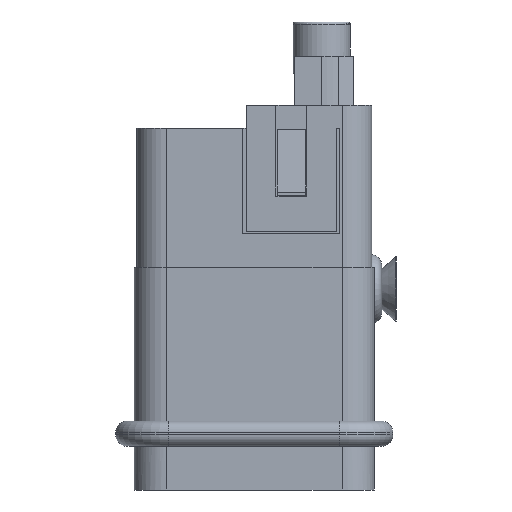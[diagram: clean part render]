
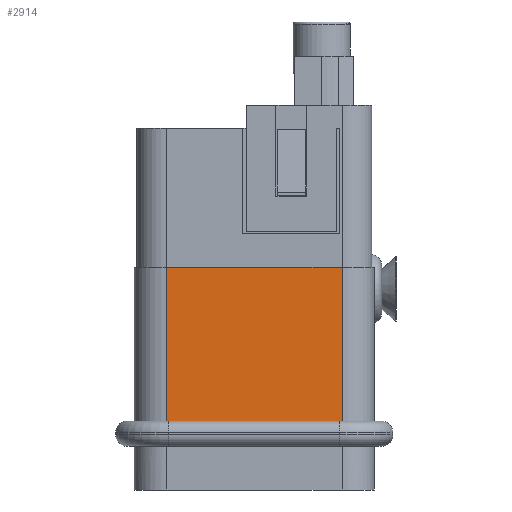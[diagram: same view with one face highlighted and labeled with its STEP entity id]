
A CAD part, left-side view. The second image highlights one B-rep face of the part: STEP entity #2914.
In plain terms, the highlighted planar face has unit normal (-1, 0, 0).
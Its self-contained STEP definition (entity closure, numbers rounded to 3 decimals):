
#599=PLANE('',#11924);
#1552=LINE('',#16809,#2274);
#1553=LINE('',#16813,#2275);
#1554=LINE('',#16815,#2276);
#1555=LINE('',#16817,#2277);
#2274=VECTOR('',#13421,1.);
#2275=VECTOR('',#13426,1.);
#2276=VECTOR('',#13427,1.);
#2277=VECTOR('',#13428,1.);
#2914=ADVANCED_FACE('',(#3669),#599,.T.);
#3669=FACE_OUTER_BOUND('',#4245,.T.);
#4245=EDGE_LOOP('',(#5319,#5320,#5321,#5322));
#5319=ORIENTED_EDGE('',*,*,#9782,.F.);
#5320=ORIENTED_EDGE('',*,*,#9784,.T.);
#5321=ORIENTED_EDGE('',*,*,#9785,.T.);
#5322=ORIENTED_EDGE('',*,*,#9786,.F.);
#8635=VERTEX_POINT('',#16808);
#8636=VERTEX_POINT('',#16810);
#8637=VERTEX_POINT('',#16814);
#8638=VERTEX_POINT('',#16816);
#9782=EDGE_CURVE('',#8635,#8636,#1552,.T.);
#9784=EDGE_CURVE('',#8635,#8637,#1553,.T.);
#9785=EDGE_CURVE('',#8637,#8638,#1554,.T.);
#9786=EDGE_CURVE('',#8636,#8638,#1555,.T.);
#11924=AXIS2_PLACEMENT_3D('',#16818,#13429,#13430);
#13421=DIRECTION('',(0.,0.,1.));
#13426=DIRECTION('',(0.,-1.,0.));
#13427=DIRECTION('',(0.,0.,1.));
#13428=DIRECTION('',(0.,-1.,0.));
#13429=DIRECTION('',(-1.,0.,0.));
#13430=DIRECTION('',(0.,0.,-1.));
#16808=CARTESIAN_POINT('',(-10.5,7.7,8.953));
#16809=CARTESIAN_POINT('',(-10.5,7.7,3.063));
#16810=CARTESIAN_POINT('',(-10.5,7.7,22.463));
#16813=CARTESIAN_POINT('',(-10.5,-7.7,8.953));
#16814=CARTESIAN_POINT('',(-10.5,-7.7,8.953));
#16815=CARTESIAN_POINT('',(-10.5,-7.7,3.063));
#16816=CARTESIAN_POINT('',(-10.5,-7.7,22.463));
#16817=CARTESIAN_POINT('',(-10.5,7.7,22.463));
#16818=CARTESIAN_POINT('',(-10.5,7.7,3.063));
